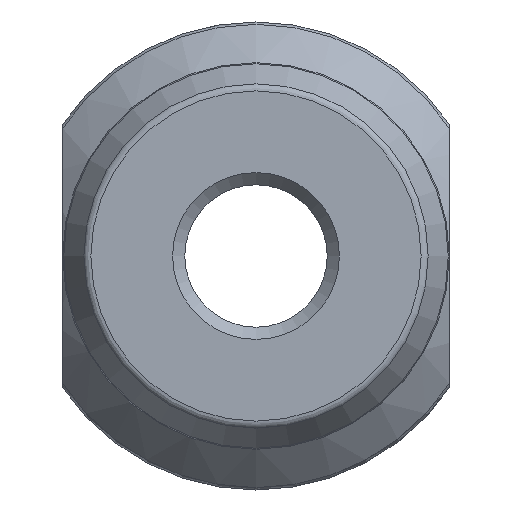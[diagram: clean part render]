
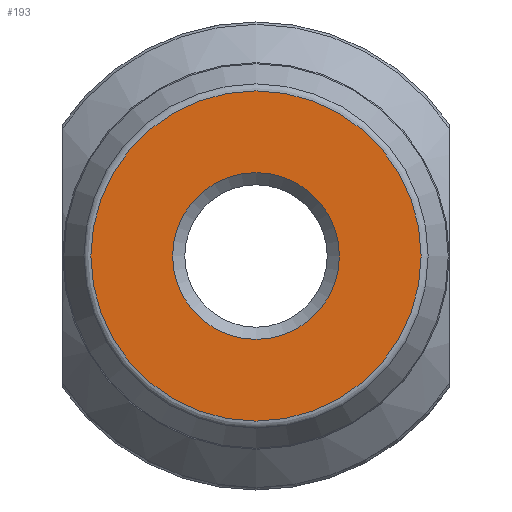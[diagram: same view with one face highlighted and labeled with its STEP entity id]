
A CAD part, left-side view. The second image highlights one B-rep face of the part: STEP entity #193.
In plain terms, the highlighted planar face has unit normal (-1, 0, 0).
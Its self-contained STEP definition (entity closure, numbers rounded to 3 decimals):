
#70=FACE_BOUND('',#278,.T.);
#71=FACE_BOUND('',#279,.T.);
#193=ADVANCED_FACE('',(#70,#71),#221,.F.);
#221=PLANE('',#728);
#278=EDGE_LOOP('',(#418));
#279=EDGE_LOOP('',(#419));
#418=ORIENTED_EDGE('',*,*,#599,.T.);
#419=ORIENTED_EDGE('',*,*,#598,.F.);
#528=VERTEX_POINT('',#1186);
#529=VERTEX_POINT('',#1189);
#598=EDGE_CURVE('',#528,#528,#646,.T.);
#599=EDGE_CURVE('',#529,#529,#647,.T.);
#646=CIRCLE('',#725,8.114);
#647=CIRCLE('',#727,4.1);
#725=AXIS2_PLACEMENT_3D('',#1185,#878,#879);
#727=AXIS2_PLACEMENT_3D('',#1188,#882,#883);
#728=AXIS2_PLACEMENT_3D('',#1190,#884,#885);
#878=DIRECTION('',(1.,0.,0.));
#879=DIRECTION('',(0.,0.,-1.));
#882=DIRECTION('',(1.,0.,0.));
#883=DIRECTION('',(0.,0.,-1.));
#884=DIRECTION('',(1.,0.,0.));
#885=DIRECTION('',(0.,0.,-1.));
#1185=CARTESIAN_POINT('',(0.,0.,0.));
#1186=CARTESIAN_POINT('',(0.,0.,-8.114));
#1188=CARTESIAN_POINT('',(0.,0.,0.));
#1189=CARTESIAN_POINT('',(0.,0.,-4.1));
#1190=CARTESIAN_POINT('',(0.,0.,0.));
